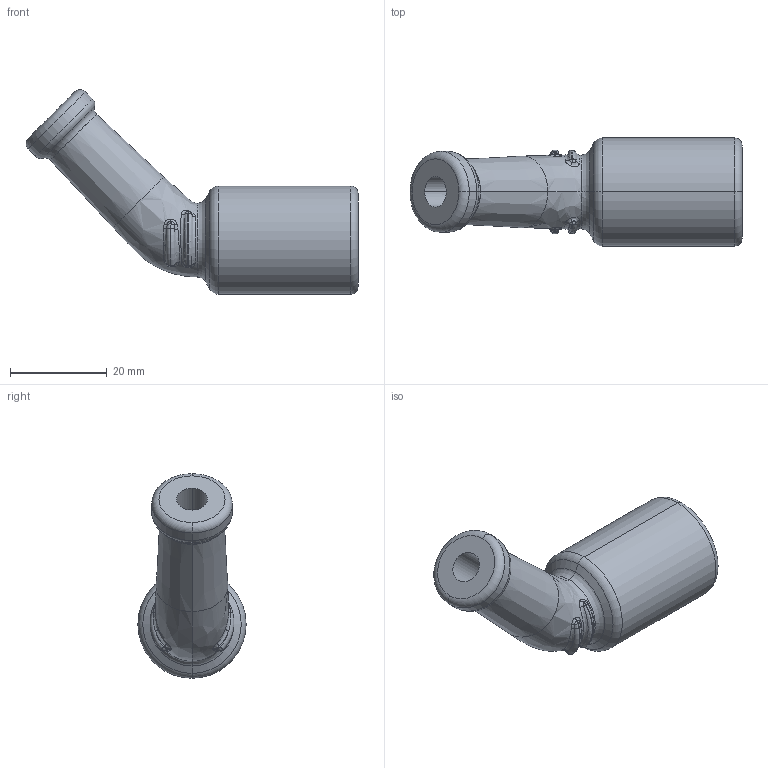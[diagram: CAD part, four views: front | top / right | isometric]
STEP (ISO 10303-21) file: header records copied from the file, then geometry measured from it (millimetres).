
FILE_DESCRIPTION (( 'STEP AP203' ), '1' );
FILE_NAME ('CB167.STEP', '2019-11-01T18:55:24', ( 'tempuser' ), ( 'Microsoft' ), 'SwSTEP 2.0', 'SolidWorks 2019', '' );
FILE_SCHEMA (( 'CONFIG_CONTROL_DESIGN' ));
Length unit declared in the file: inch
Products named in the file (1): CB167
Bounding box: 68.57 x 22.35 x 42.25 mm (x, y, z)
Volume: 13246.3 mm3; surface area: 7028.2 mm2
Topology: 1 solids, 1 shells, 141 faces, 318 edges, 176 vertices
Faces by surface type: bspline 72, torus 32, cylinder 20, cone 12, plane 5
Entity records: 8274 total; most frequent: CARTESIAN_POINT 5567, ORIENTED_EDGE 620, DIRECTION 452, EDGE_CURVE 310, AXIS2_PLACEMENT_3D 212, VERTEX_POINT 176, EDGE_LOOP 148, CIRCLE 142
